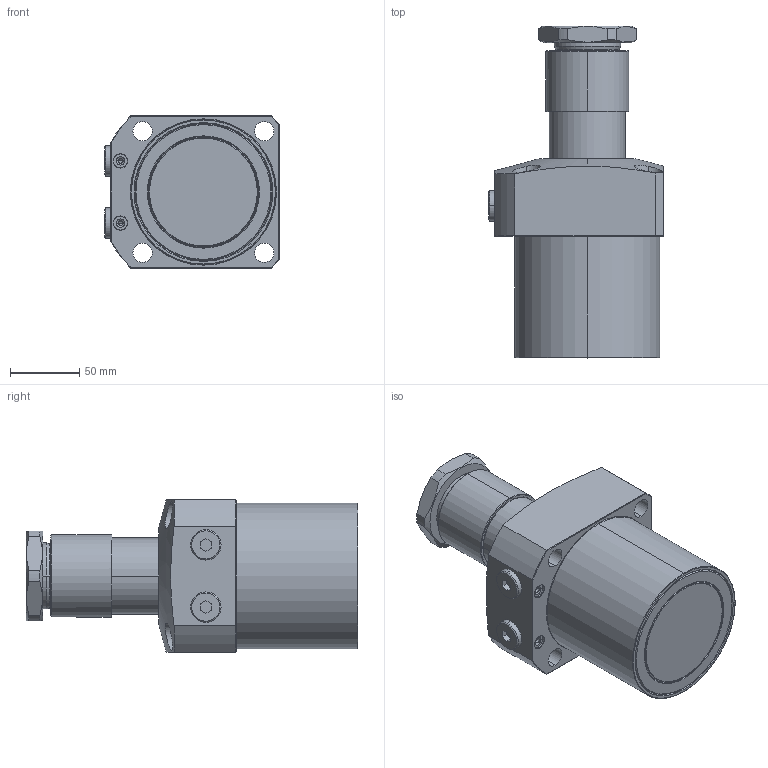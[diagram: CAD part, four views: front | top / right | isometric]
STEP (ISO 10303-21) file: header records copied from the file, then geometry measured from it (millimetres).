
FILE_DESCRIPTION (( 'STEP AP203' ), '1' );
FILE_NAME ('LHA1050-CL.STEP', '2018-12-15T03:48:29', ( '微软用户' ), ( '微软中国' ), 'SwSTEP 2.0', 'SolidWorks 2012', '' );
FILE_SCHEMA (( 'CONFIG_CONTROL_DESIGN' ));
Length unit declared in the file: millimetre
Products named in the file (7): LHA1050-槭暌溛(蹬怮椔); LHA1050-咂衝椳紕_蹬怮椔); LHA1050-ů_; LHA1050-楓羔_蹬怮椔); LHA1050-簸忣諍匏_; Gȼ__8; LHA1050-CL
Assembly tree (7 placements, depth 2):
  LHA1050-CL
    LHA1050-槭暌溛(蹬怮椔)
    LHA1050-咂衝椳紕_蹬怮椔)
    LHA1050-楓羔_蹬怮椔)
    LHA1050-ů_
    LHA1050-簸忣諍匏_
    Gȼ__8  x2
Bounding box: 126.5 x 240 x 110 mm (x, y, z)
Volume: 1668944.2 mm3; surface area: 149912.6 mm2
Topology: 7 solids, 7 shells, 233 faces, 553 edges, 346 vertices
Faces by surface type: cylinder 79, plane 79, cone 49, torus 24, sphere 2
Entity records: 8114 total; most frequent: CARTESIAN_POINT 2231, DIRECTION 1109, ORIENTED_EDGE 1050, EDGE_CURVE 525, AXIS2_PLACEMENT_3D 454, VERTEX_POINT 328, EDGE_LOOP 249, CIRCLE 224
